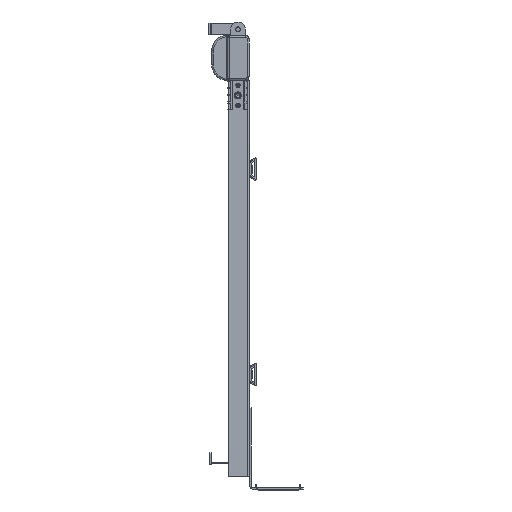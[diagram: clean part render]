
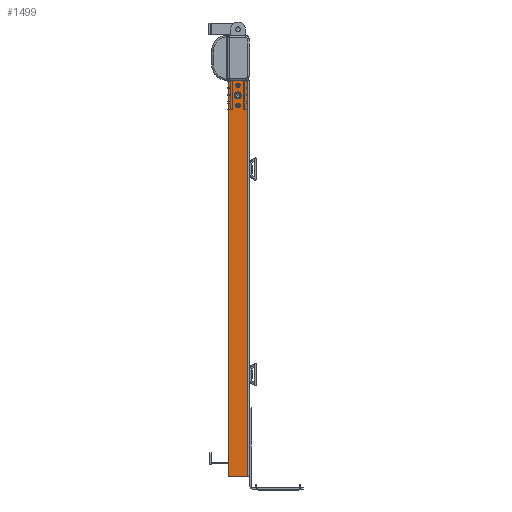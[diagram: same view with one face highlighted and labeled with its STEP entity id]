
A CAD part, left-side view. The second image highlights one B-rep face of the part: STEP entity #1499.
In plain terms, the highlighted face is planar.
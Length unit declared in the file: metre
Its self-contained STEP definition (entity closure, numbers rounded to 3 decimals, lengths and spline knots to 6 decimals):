
#1499 = ADVANCED_FACE( '', ( #3289, #3290, #3291, #3292 ), #3293, .T. );
#3289 = FACE_OUTER_BOUND( '', #6240, .T. );
#3290 = FACE_BOUND( '', #6241, .T. );
#3291 = FACE_BOUND( '', #6242, .T. );
#3292 = FACE_BOUND( '', #6243, .T. );
#3293 = PLANE( '', #6244 );
#6240 = EDGE_LOOP( '', ( #10562, #10563, #10564, #10565 ) );
#6241 = EDGE_LOOP( '', ( #10566 ) );
#6242 = EDGE_LOOP( '', ( #10567 ) );
#6243 = EDGE_LOOP( '', ( #10568 ) );
#6244 = AXIS2_PLACEMENT_3D( '', #10569, #10570, #10571 );
#10562 = ORIENTED_EDGE( '', *, *, #15367, .F. );
#10563 = ORIENTED_EDGE( '', *, *, #15785, .F. );
#10564 = ORIENTED_EDGE( '', *, *, #15175, .T. );
#10565 = ORIENTED_EDGE( '', *, *, #15786, .T. );
#10566 = ORIENTED_EDGE( '', *, *, #15004, .F. );
#10567 = ORIENTED_EDGE( '', *, *, #14951, .F. );
#10568 = ORIENTED_EDGE( '', *, *, #15787, .T. );
#10569 = CARTESIAN_POINT( '', ( 0., 0.0515, 0.01349 ) );
#10570 = DIRECTION( '', ( 0., 1., 0. ) );
#10571 = DIRECTION( '', ( 0., 0., 1. ) );
#14951 = EDGE_CURVE( '', #17654, #17654, #17655, .T. );
#15004 = EDGE_CURVE( '', #17745, #17745, #17746, .T. );
#15175 = EDGE_CURVE( '', #17585, #18041, #18043, .T. );
#15367 = EDGE_CURVE( '', #18082, #18357, #18360, .T. );
#15785 = EDGE_CURVE( '', #17585, #18082, #19008, .F. );
#15786 = EDGE_CURVE( '', #18041, #18357, #19009, .T. );
#15787 = EDGE_CURVE( '', #19010, #19010, #19011, .F. );
#17585 = VERTEX_POINT( '', #21438 );
#17654 = VERTEX_POINT( '', #21605 );
#17655 = CIRCLE( '', #21606, 0.0055 );
#17745 = VERTEX_POINT( '', #21721 );
#17746 = CIRCLE( '', #21722, 0.003375 );
#18041 = VERTEX_POINT( '', #22221 );
#18043 = LINE( '', #22224, #22225 );
#18082 = VERTEX_POINT( '', #22272 );
#18357 = VERTEX_POINT( '', #22658 );
#18360 = LINE( '', #22663, #22664 );
#19008 = LINE( '', #23627, #23628 );
#19009 = LINE( '', #23629, #23630 );
#19010 = VERTEX_POINT( '', #23631 );
#19011 = CIRCLE( '', #23632, 0.003375 );
#21438 = CARTESIAN_POINT( '', ( 0., 0.0515, 0.006175 ) );
#21605 = CARTESIAN_POINT( '', ( 0.0335, 0.0515, 0.032225 ) );
#21606 = AXIS2_PLACEMENT_3D( '', #26359, #26360, #26361 );
#21721 = CARTESIAN_POINT( '', ( 0.056375, 0.0515, 0.0301 ) );
#21722 = AXIS2_PLACEMENT_3D( '', #26432, #26433, #26434 );
#22221 = CARTESIAN_POINT( '', ( 0., 0.0515, 0.049 ) );
#22224 = CARTESIAN_POINT( '', ( 0., 0.0515, 0.01349 ) );
#22225 = VECTOR( '', #26651, 1. );
#22272 = CARTESIAN_POINT( '', ( 0.890588, 0.0515, 0.006175 ) );
#22658 = CARTESIAN_POINT( '', ( 0.890588, 0.0515, 0.049 ) );
#22663 = CARTESIAN_POINT( '', ( 0.890588, 0.0515, 0.01349 ) );
#22664 = VECTOR( '', #26893, 1. );
#23627 = CARTESIAN_POINT( '', ( 0., 0.0515, 0.006175 ) );
#23628 = VECTOR( '', #27404, 1. );
#23629 = CARTESIAN_POINT( '', ( 0., 0.0515, 0.049 ) );
#23630 = VECTOR( '', #27405, 1. );
#23631 = CARTESIAN_POINT( '', ( 0.010625, 0.0515, 0.0301 ) );
#23632 = AXIS2_PLACEMENT_3D( '', #27406, #27407, #27408 );
#26359 = CARTESIAN_POINT( '', ( 0.0335, 0.0515, 0.026725 ) );
#26360 = DIRECTION( '', ( 0., 1., 0. ) );
#26361 = DIRECTION( '', ( 0., 0., 1. ) );
#26432 = CARTESIAN_POINT( '', ( 0.056375, 0.0515, 0.026725 ) );
#26433 = DIRECTION( '', ( 0., 1., 0. ) );
#26434 = DIRECTION( '', ( 0., 0., 1. ) );
#26651 = DIRECTION( '', ( 0., 0., 1. ) );
#26893 = DIRECTION( '', ( 0., 0., 1. ) );
#27404 = DIRECTION( '', ( -1., 0., 0. ) );
#27405 = DIRECTION( '', ( 1., 0., 0. ) );
#27406 = CARTESIAN_POINT( '', ( 0.010625, 0.0515, 0.026725 ) );
#27407 = DIRECTION( '', ( 0., 1., 0. ) );
#27408 = DIRECTION( '', ( 0., 0., 1. ) );
